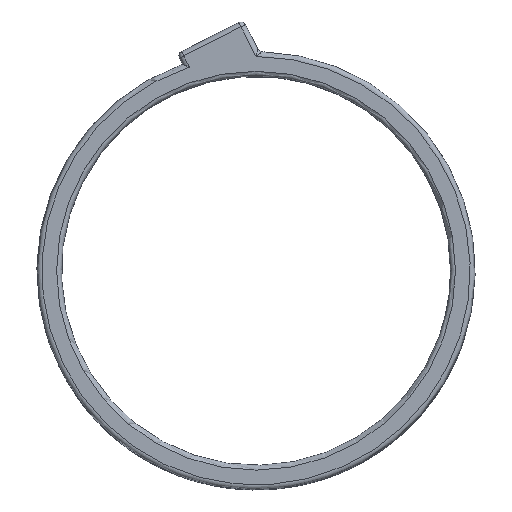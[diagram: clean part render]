
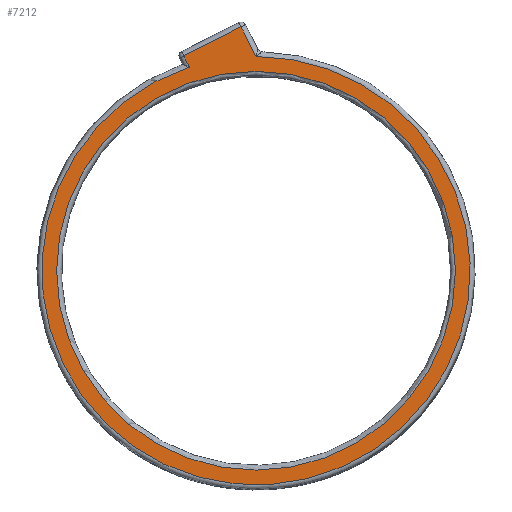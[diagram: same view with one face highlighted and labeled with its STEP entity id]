
A CAD part, top view. The second image highlights one B-rep face of the part: STEP entity #7212.
In plain terms, the highlighted planar face has unit normal (0, 0, 1).
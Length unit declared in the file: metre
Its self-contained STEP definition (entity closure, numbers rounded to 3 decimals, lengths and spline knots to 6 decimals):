
#833=CIRCLE('',#7794,0.0405);
#834=CIRCLE('',#7795,0.0435);
#1339=ORIENTED_EDGE('',*,*,#3581,.T.);
#1340=ORIENTED_EDGE('',*,*,#3582,.T.);
#1341=ORIENTED_EDGE('',*,*,#3583,.T.);
#1342=ORIENTED_EDGE('',*,*,#3584,.T.);
#1343=ORIENTED_EDGE('',*,*,#3585,.T.);
#3581=EDGE_CURVE('',#4702,#4702,#833,.F.);
#3582=EDGE_CURVE('',#4703,#4704,#5183,.T.);
#3583=EDGE_CURVE('',#4704,#4705,#5184,.T.);
#3584=EDGE_CURVE('',#4705,#4706,#5185,.F.);
#3585=EDGE_CURVE('',#4706,#4703,#834,.T.);
#4702=VERTEX_POINT('',#10995);
#4703=VERTEX_POINT('',#10997);
#4704=VERTEX_POINT('',#10998);
#4705=VERTEX_POINT('',#11000);
#4706=VERTEX_POINT('',#11002);
#5183=LINE('',#10996,#5679);
#5184=LINE('',#10999,#5680);
#5185=LINE('',#11001,#5681);
#5679=VECTOR('',#8574,1.);
#5680=VECTOR('',#8575,1.);
#5681=VECTOR('',#8576,1.);
#6140=EDGE_LOOP('',(#1339));
#6141=EDGE_LOOP('',(#1340,#1341,#1342,#1343));
#6607=FACE_BOUND('',#6140,.T.);
#6608=FACE_BOUND('',#6141,.T.);
#7031=PLANE('',#7793);
#7212=ADVANCED_FACE('',(#6607,#6608),#7031,.T.);
#7793=AXIS2_PLACEMENT_3D('',#10993,#8570,#8571);
#7794=AXIS2_PLACEMENT_3D('',#10994,#8572,#8573);
#7795=AXIS2_PLACEMENT_3D('',#11003,#8577,#8578);
#8570=DIRECTION('',(0.,0.,1.));
#8571=DIRECTION('',(1.,0.,0.));
#8572=DIRECTION('',(0.,0.,1.));
#8573=DIRECTION('',(1.,0.,0.));
#8574=DIRECTION('',(-0.454,0.891,0.));
#8575=DIRECTION('',(-0.891,-0.454,0.));
#8576=DIRECTION('',(-0.454,0.891,0.));
#8577=DIRECTION('',(0.,0.,1.));
#8578=DIRECTION('',(1.,0.,0.));
#10993=CARTESIAN_POINT('',(0.,0.,0.011));
#10994=CARTESIAN_POINT('',(0.,0.,0.011));
#10995=CARTESIAN_POINT('',(0.0405,0.,0.011));
#10996=CARTESIAN_POINT('',(-0.003518,0.050405,0.011));
#10997=CARTESIAN_POINT('',(0.,0.0435,0.011));
#10998=CARTESIAN_POINT('',(-0.003064,0.049514,0.011));
#10999=CARTESIAN_POINT('',(-0.015539,0.043158,0.011));
#11000=CARTESIAN_POINT('',(-0.014648,0.043612,0.011));
#11001=CARTESIAN_POINT('',(-0.01402,0.042381,0.011));
#11002=CARTESIAN_POINT('',(-0.013496,0.041353,0.011));
#11003=CARTESIAN_POINT('',(0.,0.,0.011));
